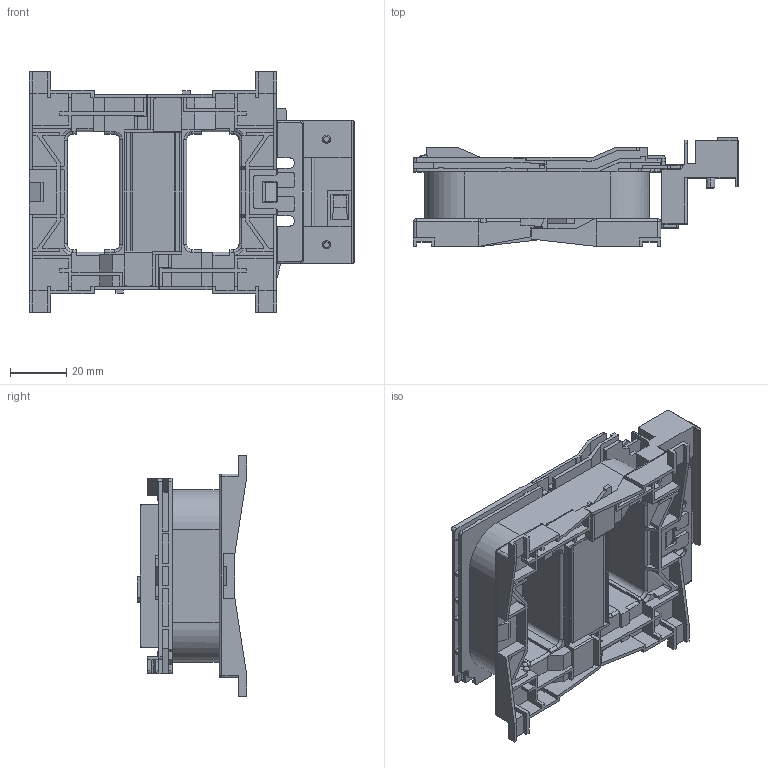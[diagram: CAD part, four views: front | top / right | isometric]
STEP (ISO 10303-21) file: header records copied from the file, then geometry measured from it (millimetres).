
FILE_DESCRIPTION (( 'STEP AP214' ), '1' );
FILE_NAME ('B3TY7503-0AU1.STEP', '2023-04-20T05:46:17', ( '' ), ( '' ), 'SwSTEP 2.0', 'SolidWorks 2021', '' );
FILE_SCHEMA (( 'AUTOMOTIVE_DESIGN' ));
Length unit declared in the file: millimetre
Products named in the file (1): B3TY7503-0AU1
Bounding box: 115.7 x 38.9 x 85.6 mm (x, y, z)
Volume: 90624.2 mm3; surface area: 51533.6 mm2
Topology: 1 solids, 1 shells, 1068 faces, 3039 edges, 1962 vertices
Faces by surface type: plane 871, cylinder 163, torus 24, sphere 6, cone 4
Entity records: 34210 total; most frequent: CARTESIAN_POINT 6166, ORIENTED_EDGE 6066, DIRECTION 5512, EDGE_CURVE 3033, LINE 2656, VECTOR 2656, VERTEX_POINT 1962, AXIS2_PLACEMENT_3D 1428
